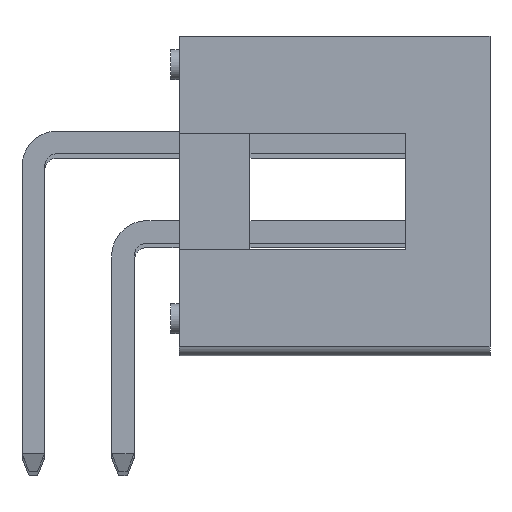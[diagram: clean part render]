
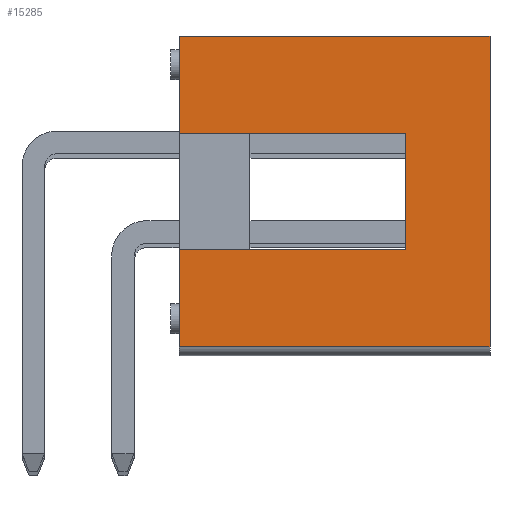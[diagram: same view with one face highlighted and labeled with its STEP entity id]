
A CAD part, front view. The second image highlights one B-rep face of the part: STEP entity #15285.
In plain terms, the highlighted face is planar.
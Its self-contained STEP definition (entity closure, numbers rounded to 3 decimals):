
#3125=ORIENTED_EDGE('',*,*,#4735,.T.);
#3126=ORIENTED_EDGE('',*,*,#4616,.F.);
#3127=ORIENTED_EDGE('',*,*,#4759,.T.);
#3128=ORIENTED_EDGE('',*,*,#4608,.T.);
#3129=ORIENTED_EDGE('',*,*,#4734,.T.);
#3130=ORIENTED_EDGE('',*,*,#4760,.F.);
#3131=ORIENTED_EDGE('',*,*,#4754,.F.);
#3132=ORIENTED_EDGE('',*,*,#4761,.T.);
#4608=EDGE_CURVE('',#5665,#5663,#7013,.T.);
#4616=EDGE_CURVE('',#5670,#5668,#7021,.T.);
#4734=EDGE_CURVE('',#5663,#5728,#7136,.T.);
#4735=EDGE_CURVE('',#5729,#5668,#7137,.T.);
#4754=EDGE_CURVE('',#5736,#5737,#7156,.T.);
#4759=EDGE_CURVE('',#5670,#5665,#7160,.T.);
#4760=EDGE_CURVE('',#5737,#5728,#7161,.T.);
#4761=EDGE_CURVE('',#5736,#5729,#7162,.T.);
#5663=VERTEX_POINT('',#21587);
#5665=VERTEX_POINT('',#21590);
#5668=VERTEX_POINT('',#21598);
#5670=VERTEX_POINT('',#21603);
#5728=VERTEX_POINT('',#21839);
#5729=VERTEX_POINT('',#21842);
#5736=VERTEX_POINT('',#21873);
#5737=VERTEX_POINT('',#21875);
#7013=LINE('',#21589,#8458);
#7021=LINE('',#21604,#8466);
#7136=LINE('',#21840,#8581);
#7137=LINE('',#21841,#8582);
#7156=LINE('',#21874,#8601);
#7160=LINE('',#21884,#8605);
#7161=LINE('',#21885,#8606);
#7162=LINE('',#21886,#8607);
#8458=VECTOR('',#18476,1000.);
#8466=VECTOR('',#18486,1000.);
#8581=VECTOR('',#18727,1000.);
#8582=VECTOR('',#18728,1000.);
#8601=VECTOR('',#18759,1000.);
#8605=VECTOR('',#18769,1000.);
#8606=VECTOR('',#18770,1000.);
#8607=VECTOR('',#18771,1000.);
#9270=EDGE_LOOP('',(#3125,#3126,#3127,#3128,#3129,#3130,#3131,#3132));
#9923=FACE_BOUND('',#9270,.T.);
#10476=PLANE('',#15991);
#15285=ADVANCED_FACE('',(#9923),#10476,.T.);
#15991=AXIS2_PLACEMENT_3D('',#21883,#18767,#18768);
#18476=DIRECTION('',(0.,0.,-1.));
#18486=DIRECTION('',(0.,0.,-1.));
#18727=DIRECTION('',(0.,1.,0.));
#18728=DIRECTION('',(0.,1.,0.));
#18759=DIRECTION('',(0.,1.,0.));
#18767=DIRECTION('',(1.,0.,0.));
#18768=DIRECTION('',(0.,0.,-1.));
#18769=DIRECTION('',(0.,1.,0.));
#18770=DIRECTION('',(0.,0.,-1.));
#18771=DIRECTION('',(0.,0.,-1.));
#21587=CARTESIAN_POINT('',(16.6,1.65,-4.4));
#21589=CARTESIAN_POINT('',(16.6,1.65,2.));
#21590=CARTESIAN_POINT('',(16.6,1.65,2.));
#21598=CARTESIAN_POINT('',(16.6,-1.65,-4.4));
#21603=CARTESIAN_POINT('',(16.6,-1.65,2.));
#21604=CARTESIAN_POINT('',(16.6,-1.65,2.));
#21839=CARTESIAN_POINT('',(16.6,4.4,-4.4));
#21840=CARTESIAN_POINT('',(16.6,-4.4,-4.4));
#21841=CARTESIAN_POINT('',(16.6,-4.4,-4.4));
#21842=CARTESIAN_POINT('',(16.6,-4.4,-4.4));
#21873=CARTESIAN_POINT('',(16.6,-4.4,4.4));
#21874=CARTESIAN_POINT('',(16.6,-4.4,4.4));
#21875=CARTESIAN_POINT('',(16.6,4.4,4.4));
#21883=CARTESIAN_POINT('',(16.6,-4.4,4.4));
#21884=CARTESIAN_POINT('',(16.6,-1.65,2.));
#21885=CARTESIAN_POINT('',(16.6,4.4,4.4));
#21886=CARTESIAN_POINT('',(16.6,-4.4,4.4));
